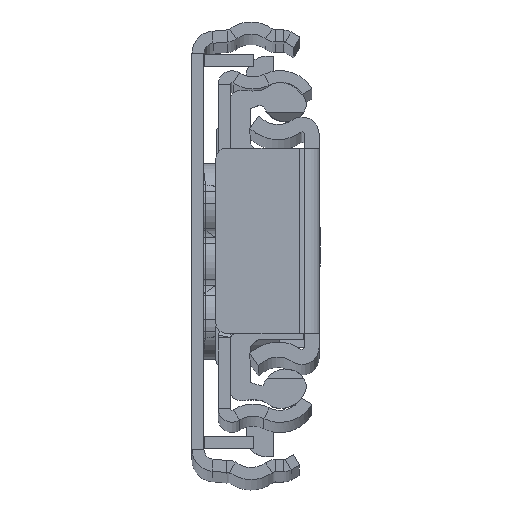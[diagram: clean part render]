
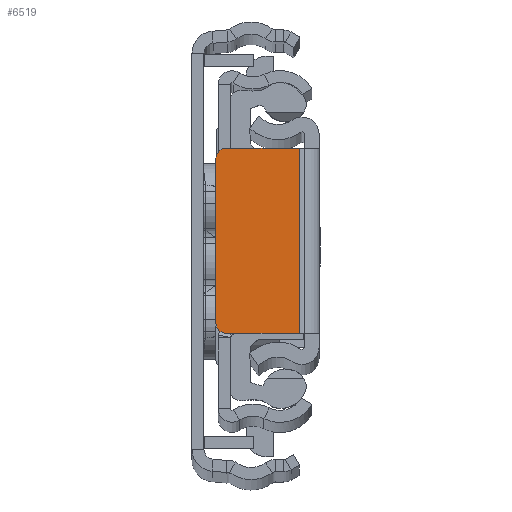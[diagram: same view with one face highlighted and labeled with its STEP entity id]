
A CAD part, top view. The second image highlights one B-rep face of the part: STEP entity #6519.
In plain terms, the highlighted planar face has unit normal (0, 0, 1).
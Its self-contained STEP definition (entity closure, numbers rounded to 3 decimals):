
#247 = ORIENTED_EDGE ( 'NONE', *, *, #9258, .T. ) ;
#1123 = AXIS2_PLACEMENT_3D ( 'NONE', #18422, #6370, #13304 ) ;
#1168 = ORIENTED_EDGE ( 'NONE', *, *, #17649, .F. ) ;
#1378 = CARTESIAN_POINT ( 'NONE',  ( -10.3, 8.25, 0. ) ) ;
#1441 = DIRECTION ( 'NONE',  ( 1., 0., 0. ) ) ;
#1596 = CARTESIAN_POINT ( 'NONE',  ( 0., 9.25, 0. ) ) ;
#2022 = ORIENTED_EDGE ( 'NONE', *, *, #13134, .T. ) ;
#2031 = CIRCLE ( 'NONE', #14769, 1. ) ;
#2533 = CARTESIAN_POINT ( 'NONE',  ( -2., 9.25, 0. ) ) ;
#2921 = CARTESIAN_POINT ( 'NONE',  ( -2., -9.25, 0. ) ) ;
#3707 = CARTESIAN_POINT ( 'NONE',  ( -10.3, -8.25, 0. ) ) ;
#4080 = ORIENTED_EDGE ( 'NONE', *, *, #12263, .T. ) ;
#4674 = ORIENTED_EDGE ( 'NONE', *, *, #9530, .T. ) ;
#5164 = DIRECTION ( 'NONE',  ( 0., -1., 0. ) ) ;
#5268 = DIRECTION ( 'NONE',  ( 0., -1., 0. ) ) ;
#5907 = FACE_OUTER_BOUND ( 'NONE', #19195, .T. ) ;
#6370 = DIRECTION ( 'NONE',  ( 0., 0., 1. ) ) ;
#6519 = ADVANCED_FACE ( 'NONE', ( #5907 ), #16383, .F. ) ;
#6608 = VECTOR ( 'NONE', #22311, 1000. ) ;
#6826 = VERTEX_POINT ( 'NONE', #10681 ) ;
#7234 = DIRECTION ( 'NONE',  ( -1., 0., 0. ) ) ;
#7577 = VERTEX_POINT ( 'NONE', #1378 ) ;
#7712 = CIRCLE ( 'NONE', #1123, 1. ) ;
#7838 = VECTOR ( 'NONE', #5268, 1000. ) ;
#9258 = EDGE_CURVE ( 'NONE', #22501, #20414, #15399, .T. ) ;
#9530 = EDGE_CURVE ( 'NONE', #14452, #6826, #7712, .T. ) ;
#10285 = CARTESIAN_POINT ( 'NONE',  ( -10.3, 0., 0. ) ) ;
#10313 = VECTOR ( 'NONE', #1441, 1000. ) ;
#10681 = CARTESIAN_POINT ( 'NONE',  ( -9.3, -9.25, 0. ) ) ;
#12263 = EDGE_CURVE ( 'NONE', #20414, #7577, #2031, .T. ) ;
#13134 = EDGE_CURVE ( 'NONE', #6826, #22347, #13524, .T. ) ;
#13304 = DIRECTION ( 'NONE',  ( -1., 0., 0. ) ) ;
#13414 = CARTESIAN_POINT ( 'NONE',  ( 0., -9.25, 0. ) ) ;
#13524 = LINE ( 'NONE', #13414, #10313 ) ;
#13547 = AXIS2_PLACEMENT_3D ( 'NONE', #14331, #21239, #21587 ) ;
#14331 = CARTESIAN_POINT ( 'NONE',  ( 0., 0., 0. ) ) ;
#14379 = CARTESIAN_POINT ( 'NONE',  ( -9.3, 9.25, 0. ) ) ;
#14452 = VERTEX_POINT ( 'NONE', #3707 ) ;
#14769 = AXIS2_PLACEMENT_3D ( 'NONE', #17806, #20987, #7234 ) ;
#15399 = LINE ( 'NONE', #1596, #6608 ) ;
#15547 = LINE ( 'NONE', #17568, #22030 ) ;
#15861 = LINE ( 'NONE', #10285, #7838 ) ;
#16322 = EDGE_CURVE ( 'NONE', #7577, #14452, #15861, .T. ) ;
#16383 = PLANE ( 'NONE',  #13547 ) ;
#17568 = CARTESIAN_POINT ( 'NONE',  ( -2., -9.25, 0. ) ) ;
#17649 = EDGE_CURVE ( 'NONE', #22501, #22347, #15547, .T. ) ;
#17806 = CARTESIAN_POINT ( 'NONE',  ( -9.3, 8.25, 0. ) ) ;
#18422 = CARTESIAN_POINT ( 'NONE',  ( -9.3, -8.25, 0. ) ) ;
#19195 = EDGE_LOOP ( 'NONE', ( #21823, #4674, #2022, #1168, #247, #4080 ) ) ;
#20414 = VERTEX_POINT ( 'NONE', #14379 ) ;
#20987 = DIRECTION ( 'NONE',  ( 0., 0., 1. ) ) ;
#21239 = DIRECTION ( 'NONE',  ( 0., 0., -1. ) ) ;
#21587 = DIRECTION ( 'NONE',  ( -1., 0., 0. ) ) ;
#21823 = ORIENTED_EDGE ( 'NONE', *, *, #16322, .T. ) ;
#22030 = VECTOR ( 'NONE', #5164, 1000. ) ;
#22311 = DIRECTION ( 'NONE',  ( -1., 0., 0. ) ) ;
#22347 = VERTEX_POINT ( 'NONE', #2921 ) ;
#22501 = VERTEX_POINT ( 'NONE', #2533 ) ;
